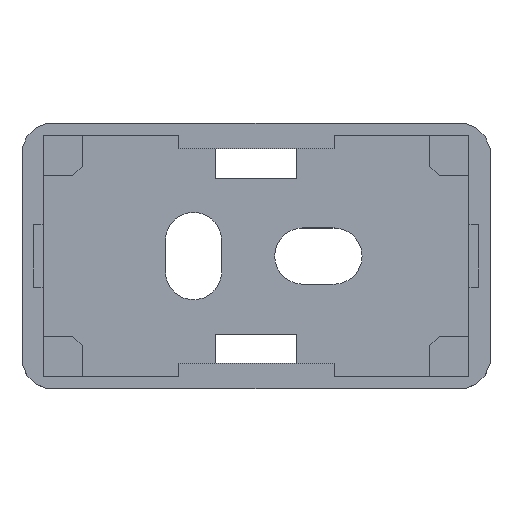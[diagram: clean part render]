
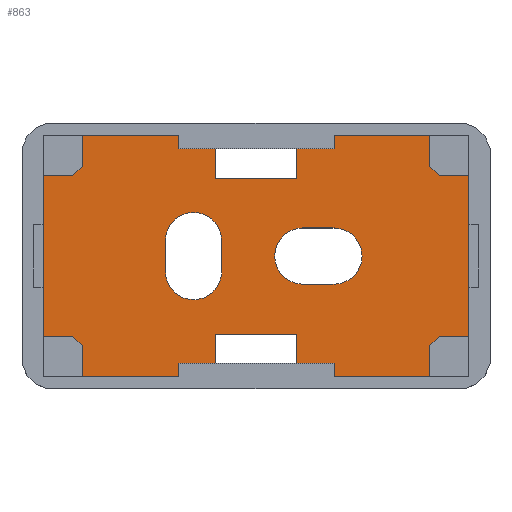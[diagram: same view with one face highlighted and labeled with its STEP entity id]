
A CAD part, top view. The second image highlights one B-rep face of the part: STEP entity #863.
In plain terms, the highlighted planar face has unit normal (0, 0, 1).
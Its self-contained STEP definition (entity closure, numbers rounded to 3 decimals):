
#620=AXIS2_PLACEMENT_3D('Plane Axis2P3D',#617,#618,#619) ;
#729=AXIS2_PLACEMENT_3D('Circle Axis2P3D',#727,#728,$) ;
#745=AXIS2_PLACEMENT_3D('Circle Axis2P3D',#743,#744,$) ;
#763=AXIS2_PLACEMENT_3D('Circle Axis2P3D',#761,#762,$) ;
#779=AXIS2_PLACEMENT_3D('Circle Axis2P3D',#777,#778,$) ;
#117=CARTESIAN_POINT('Vertex',(26.15,0.759,1.)) ;
#120=CARTESIAN_POINT('Line Origine',(15.,0.759,1.)) ;
#124=CARTESIAN_POINT('Vertex',(3.85,0.759,1.)) ;
#498=CARTESIAN_POINT('Vertex',(1.35,3.35,1.)) ;
#501=CARTESIAN_POINT('Line Origine',(1.35,8.5,1.)) ;
#505=CARTESIAN_POINT('Vertex',(1.35,13.65,1.)) ;
#598=CARTESIAN_POINT('Line Origine',(3.85,1.762,1.)) ;
#602=CARTESIAN_POINT('Vertex',(3.85,2.764,1.)) ;
#617=CARTESIAN_POINT('Axis2P3D Location',(15.,8.5,1.)) ;
#622=CARTESIAN_POINT('Line Origine',(27.693,13.65,1.)) ;
#626=CARTESIAN_POINT('Vertex',(26.736,13.65,1.)) ;
#628=CARTESIAN_POINT('Vertex',(28.65,13.65,1.)) ;
#631=CARTESIAN_POINT('Line Origine',(26.443,13.943,1.)) ;
#635=CARTESIAN_POINT('Vertex',(26.15,14.236,1.)) ;
#638=CARTESIAN_POINT('Line Origine',(26.15,15.238,1.)) ;
#642=CARTESIAN_POINT('Vertex',(26.15,16.241,1.)) ;
#645=CARTESIAN_POINT('Line Origine',(15.,16.241,1.)) ;
#649=CARTESIAN_POINT('Vertex',(3.85,16.241,1.)) ;
#652=CARTESIAN_POINT('Line Origine',(3.85,15.238,1.)) ;
#656=CARTESIAN_POINT('Vertex',(3.85,14.236,1.)) ;
#659=CARTESIAN_POINT('Line Origine',(3.557,13.943,1.)) ;
#663=CARTESIAN_POINT('Vertex',(3.264,13.65,1.)) ;
#666=CARTESIAN_POINT('Line Origine',(2.307,13.65,1.)) ;
#671=CARTESIAN_POINT('Line Origine',(2.307,3.35,1.)) ;
#675=CARTESIAN_POINT('Vertex',(3.264,3.35,1.)) ;
#678=CARTESIAN_POINT('Line Origine',(3.557,3.057,1.)) ;
#683=CARTESIAN_POINT('Line Origine',(26.15,1.762,1.)) ;
#687=CARTESIAN_POINT('Vertex',(26.15,2.764,1.)) ;
#690=CARTESIAN_POINT('Line Origine',(26.443,3.057,1.)) ;
#694=CARTESIAN_POINT('Vertex',(26.736,3.35,1.)) ;
#697=CARTESIAN_POINT('Line Origine',(27.693,3.35,1.)) ;
#701=CARTESIAN_POINT('Vertex',(28.65,3.35,1.)) ;
#704=CARTESIAN_POINT('Line Origine',(28.65,8.5,1.)) ;
#727=CARTESIAN_POINT('Axis2P3D Location',(18.,8.5,1.)) ;
#731=CARTESIAN_POINT('Vertex',(18.,10.3,1.)) ;
#733=CARTESIAN_POINT('Vertex',(18.,6.7,1.)) ;
#736=CARTESIAN_POINT('Line Origine',(19.,10.3,1.)) ;
#740=CARTESIAN_POINT('Vertex',(20.,10.3,1.)) ;
#743=CARTESIAN_POINT('Axis2P3D Location',(20.,8.5,1.)) ;
#747=CARTESIAN_POINT('Vertex',(20.,6.7,1.)) ;
#750=CARTESIAN_POINT('Line Origine',(19.,6.7,1.)) ;
#761=CARTESIAN_POINT('Axis2P3D Location',(11.,9.5,1.)) ;
#765=CARTESIAN_POINT('Vertex',(12.8,9.5,1.)) ;
#767=CARTESIAN_POINT('Vertex',(9.2,9.5,1.)) ;
#770=CARTESIAN_POINT('Line Origine',(12.8,8.5,1.)) ;
#774=CARTESIAN_POINT('Vertex',(12.8,7.5,1.)) ;
#777=CARTESIAN_POINT('Axis2P3D Location',(11.,7.5,1.)) ;
#781=CARTESIAN_POINT('Vertex',(9.2,7.5,1.)) ;
#784=CARTESIAN_POINT('Line Origine',(9.2,8.5,1.)) ;
#795=CARTESIAN_POINT('Line Origine',(15.,1.5,1.)) ;
#799=CARTESIAN_POINT('Vertex',(12.4,1.5,1.)) ;
#801=CARTESIAN_POINT('Vertex',(17.6,1.5,1.)) ;
#804=CARTESIAN_POINT('Line Origine',(12.4,2.5,1.)) ;
#808=CARTESIAN_POINT('Vertex',(12.4,3.5,1.)) ;
#811=CARTESIAN_POINT('Line Origine',(15.,3.5,1.)) ;
#815=CARTESIAN_POINT('Vertex',(17.6,3.5,1.)) ;
#818=CARTESIAN_POINT('Line Origine',(17.6,2.5,1.)) ;
#829=CARTESIAN_POINT('Line Origine',(15.,13.5,1.)) ;
#833=CARTESIAN_POINT('Vertex',(17.6,13.5,1.)) ;
#835=CARTESIAN_POINT('Vertex',(12.4,13.5,1.)) ;
#838=CARTESIAN_POINT('Line Origine',(12.4,14.5,1.)) ;
#842=CARTESIAN_POINT('Vertex',(12.4,15.5,1.)) ;
#845=CARTESIAN_POINT('Line Origine',(15.,15.5,1.)) ;
#849=CARTESIAN_POINT('Vertex',(17.6,15.5,1.)) ;
#852=CARTESIAN_POINT('Line Origine',(17.6,14.5,1.)) ;
#121=DIRECTION('Vector Direction',(-1.,0.,0.)) ;
#502=DIRECTION('Vector Direction',(0.,-1.,0.)) ;
#599=DIRECTION('Vector Direction',(0.,-1.,0.)) ;
#618=DIRECTION('Axis2P3D Direction',(0.,0.,1.)) ;
#619=DIRECTION('Axis2P3D XDirection',(-1.,0.,0.)) ;
#623=DIRECTION('Vector Direction',(1.,0.,0.)) ;
#632=DIRECTION('Vector Direction',(-0.707,0.707,0.)) ;
#639=DIRECTION('Vector Direction',(0.,1.,0.)) ;
#646=DIRECTION('Vector Direction',(1.,0.,0.)) ;
#653=DIRECTION('Vector Direction',(0.,1.,0.)) ;
#660=DIRECTION('Vector Direction',(0.707,0.707,0.)) ;
#667=DIRECTION('Vector Direction',(-1.,0.,0.)) ;
#672=DIRECTION('Vector Direction',(-1.,0.,0.)) ;
#679=DIRECTION('Vector Direction',(0.707,-0.707,0.)) ;
#684=DIRECTION('Vector Direction',(0.,-1.,0.)) ;
#691=DIRECTION('Vector Direction',(-0.707,-0.707,0.)) ;
#698=DIRECTION('Vector Direction',(1.,0.,0.)) ;
#705=DIRECTION('Vector Direction',(0.,1.,0.)) ;
#728=DIRECTION('Axis2P3D Direction',(0.,0.,1.)) ;
#737=DIRECTION('Vector Direction',(1.,0.,0.)) ;
#744=DIRECTION('Axis2P3D Direction',(0.,0.,1.)) ;
#751=DIRECTION('Vector Direction',(-1.,0.,0.)) ;
#762=DIRECTION('Axis2P3D Direction',(0.,0.,1.)) ;
#771=DIRECTION('Vector Direction',(0.,-1.,0.)) ;
#778=DIRECTION('Axis2P3D Direction',(0.,0.,1.)) ;
#785=DIRECTION('Vector Direction',(0.,1.,0.)) ;
#796=DIRECTION('Vector Direction',(1.,0.,0.)) ;
#805=DIRECTION('Vector Direction',(0.,1.,0.)) ;
#812=DIRECTION('Vector Direction',(-1.,0.,0.)) ;
#819=DIRECTION('Vector Direction',(0.,-1.,0.)) ;
#830=DIRECTION('Vector Direction',(-1.,0.,0.)) ;
#839=DIRECTION('Vector Direction',(0.,1.,0.)) ;
#846=DIRECTION('Vector Direction',(-1.,0.,0.)) ;
#853=DIRECTION('Vector Direction',(0.,-1.,0.)) ;
#122=VECTOR('Line Direction',#121,1.) ;
#503=VECTOR('Line Direction',#502,1.) ;
#600=VECTOR('Line Direction',#599,1.) ;
#624=VECTOR('Line Direction',#623,1.) ;
#633=VECTOR('Line Direction',#632,1.) ;
#640=VECTOR('Line Direction',#639,1.) ;
#647=VECTOR('Line Direction',#646,1.) ;
#654=VECTOR('Line Direction',#653,1.) ;
#661=VECTOR('Line Direction',#660,1.) ;
#668=VECTOR('Line Direction',#667,1.) ;
#673=VECTOR('Line Direction',#672,1.) ;
#680=VECTOR('Line Direction',#679,1.) ;
#685=VECTOR('Line Direction',#684,1.) ;
#692=VECTOR('Line Direction',#691,1.) ;
#699=VECTOR('Line Direction',#698,1.) ;
#706=VECTOR('Line Direction',#705,1.) ;
#738=VECTOR('Line Direction',#737,1.) ;
#752=VECTOR('Line Direction',#751,1.) ;
#772=VECTOR('Line Direction',#771,1.) ;
#786=VECTOR('Line Direction',#785,1.) ;
#797=VECTOR('Line Direction',#796,1.) ;
#806=VECTOR('Line Direction',#805,1.) ;
#813=VECTOR('Line Direction',#812,1.) ;
#820=VECTOR('Line Direction',#819,1.) ;
#831=VECTOR('Line Direction',#830,1.) ;
#840=VECTOR('Line Direction',#839,1.) ;
#847=VECTOR('Line Direction',#846,1.) ;
#854=VECTOR('Line Direction',#853,1.) ;
#710=ORIENTED_EDGE('',*,*,#630,.F.) ;
#711=ORIENTED_EDGE('',*,*,#637,.F.) ;
#712=ORIENTED_EDGE('',*,*,#644,.F.) ;
#713=ORIENTED_EDGE('',*,*,#651,.T.) ;
#714=ORIENTED_EDGE('',*,*,#658,.F.) ;
#715=ORIENTED_EDGE('',*,*,#665,.F.) ;
#716=ORIENTED_EDGE('',*,*,#670,.F.) ;
#717=ORIENTED_EDGE('',*,*,#507,.T.) ;
#718=ORIENTED_EDGE('',*,*,#677,.F.) ;
#719=ORIENTED_EDGE('',*,*,#682,.F.) ;
#720=ORIENTED_EDGE('',*,*,#604,.F.) ;
#721=ORIENTED_EDGE('',*,*,#126,.T.) ;
#722=ORIENTED_EDGE('',*,*,#689,.F.) ;
#723=ORIENTED_EDGE('',*,*,#696,.F.) ;
#724=ORIENTED_EDGE('',*,*,#703,.F.) ;
#725=ORIENTED_EDGE('',*,*,#708,.T.) ;
#756=ORIENTED_EDGE('',*,*,#735,.F.) ;
#757=ORIENTED_EDGE('',*,*,#742,.F.) ;
#758=ORIENTED_EDGE('',*,*,#749,.F.) ;
#759=ORIENTED_EDGE('',*,*,#754,.F.) ;
#790=ORIENTED_EDGE('',*,*,#769,.F.) ;
#791=ORIENTED_EDGE('',*,*,#776,.F.) ;
#792=ORIENTED_EDGE('',*,*,#783,.F.) ;
#793=ORIENTED_EDGE('',*,*,#788,.F.) ;
#824=ORIENTED_EDGE('',*,*,#803,.F.) ;
#825=ORIENTED_EDGE('',*,*,#810,.T.) ;
#826=ORIENTED_EDGE('',*,*,#817,.F.) ;
#827=ORIENTED_EDGE('',*,*,#822,.T.) ;
#858=ORIENTED_EDGE('',*,*,#837,.T.) ;
#859=ORIENTED_EDGE('',*,*,#844,.T.) ;
#860=ORIENTED_EDGE('',*,*,#851,.F.) ;
#861=ORIENTED_EDGE('',*,*,#856,.T.) ;
#760=FACE_BOUND('',#755,.T.) ;
#794=FACE_BOUND('',#789,.T.) ;
#828=FACE_BOUND('',#823,.T.) ;
#862=FACE_BOUND('',#857,.T.) ;
#863=ADVANCED_FACE('S3D - gedreht',(#726,#760,#794,#828,#862),#621,.T.) ;
#730=CIRCLE('generated circle',#729,1.8) ;
#746=CIRCLE('generated circle',#745,1.8) ;
#764=CIRCLE('generated circle',#763,1.8) ;
#780=CIRCLE('generated circle',#779,1.8) ;
#126=EDGE_CURVE('',#125,#118,#123,.F.) ;
#507=EDGE_CURVE('',#506,#499,#504,.T.) ;
#604=EDGE_CURVE('',#125,#603,#601,.F.) ;
#630=EDGE_CURVE('',#627,#629,#625,.T.) ;
#637=EDGE_CURVE('',#636,#627,#634,.F.) ;
#644=EDGE_CURVE('',#643,#636,#641,.F.) ;
#651=EDGE_CURVE('',#643,#650,#648,.F.) ;
#658=EDGE_CURVE('',#657,#650,#655,.T.) ;
#665=EDGE_CURVE('',#664,#657,#662,.T.) ;
#670=EDGE_CURVE('',#506,#664,#669,.F.) ;
#677=EDGE_CURVE('',#676,#499,#674,.T.) ;
#682=EDGE_CURVE('',#603,#676,#681,.F.) ;
#689=EDGE_CURVE('',#688,#118,#686,.T.) ;
#696=EDGE_CURVE('',#695,#688,#693,.T.) ;
#703=EDGE_CURVE('',#702,#695,#700,.F.) ;
#708=EDGE_CURVE('',#702,#629,#707,.T.) ;
#735=EDGE_CURVE('',#732,#734,#730,.T.) ;
#742=EDGE_CURVE('',#741,#732,#739,.F.) ;
#749=EDGE_CURVE('',#748,#741,#746,.T.) ;
#754=EDGE_CURVE('',#734,#748,#753,.F.) ;
#769=EDGE_CURVE('',#766,#768,#764,.T.) ;
#776=EDGE_CURVE('',#775,#766,#773,.F.) ;
#783=EDGE_CURVE('',#782,#775,#780,.T.) ;
#788=EDGE_CURVE('',#768,#782,#787,.F.) ;
#803=EDGE_CURVE('',#800,#802,#798,.T.) ;
#810=EDGE_CURVE('',#800,#809,#807,.T.) ;
#817=EDGE_CURVE('',#816,#809,#814,.T.) ;
#822=EDGE_CURVE('',#816,#802,#821,.T.) ;
#837=EDGE_CURVE('',#834,#836,#832,.T.) ;
#844=EDGE_CURVE('',#836,#843,#841,.T.) ;
#851=EDGE_CURVE('',#850,#843,#848,.T.) ;
#856=EDGE_CURVE('',#850,#834,#855,.T.) ;
#709=EDGE_LOOP('',(#710,#711,#712,#713,#714,#715,#716,#717,#718,#719,#720,#721,#722,#723,#724,#725)) ;
#755=EDGE_LOOP('',(#756,#757,#758,#759)) ;
#789=EDGE_LOOP('',(#790,#791,#792,#793)) ;
#823=EDGE_LOOP('',(#824,#825,#826,#827)) ;
#857=EDGE_LOOP('',(#858,#859,#860,#861)) ;
#726=FACE_OUTER_BOUND('',#709,.T.) ;
#123=LINE('Line',#120,#122) ;
#504=LINE('Line',#501,#503) ;
#601=LINE('Line',#598,#600) ;
#625=LINE('Line',#622,#624) ;
#634=LINE('Line',#631,#633) ;
#641=LINE('Line',#638,#640) ;
#648=LINE('Line',#645,#647) ;
#655=LINE('Line',#652,#654) ;
#662=LINE('Line',#659,#661) ;
#669=LINE('Line',#666,#668) ;
#674=LINE('Line',#671,#673) ;
#681=LINE('Line',#678,#680) ;
#686=LINE('Line',#683,#685) ;
#693=LINE('Line',#690,#692) ;
#700=LINE('Line',#697,#699) ;
#707=LINE('Line',#704,#706) ;
#739=LINE('Line',#736,#738) ;
#753=LINE('Line',#750,#752) ;
#773=LINE('Line',#770,#772) ;
#787=LINE('Line',#784,#786) ;
#798=LINE('Line',#795,#797) ;
#807=LINE('Line',#804,#806) ;
#814=LINE('Line',#811,#813) ;
#821=LINE('Line',#818,#820) ;
#832=LINE('Line',#829,#831) ;
#841=LINE('Line',#838,#840) ;
#848=LINE('Line',#845,#847) ;
#855=LINE('Line',#852,#854) ;
#621=PLANE('',#620) ;
#118=VERTEX_POINT('',#117) ;
#125=VERTEX_POINT('',#124) ;
#499=VERTEX_POINT('',#498) ;
#506=VERTEX_POINT('',#505) ;
#603=VERTEX_POINT('',#602) ;
#627=VERTEX_POINT('',#626) ;
#629=VERTEX_POINT('',#628) ;
#636=VERTEX_POINT('',#635) ;
#643=VERTEX_POINT('',#642) ;
#650=VERTEX_POINT('',#649) ;
#657=VERTEX_POINT('',#656) ;
#664=VERTEX_POINT('',#663) ;
#676=VERTEX_POINT('',#675) ;
#688=VERTEX_POINT('',#687) ;
#695=VERTEX_POINT('',#694) ;
#702=VERTEX_POINT('',#701) ;
#732=VERTEX_POINT('',#731) ;
#734=VERTEX_POINT('',#733) ;
#741=VERTEX_POINT('',#740) ;
#748=VERTEX_POINT('',#747) ;
#766=VERTEX_POINT('',#765) ;
#768=VERTEX_POINT('',#767) ;
#775=VERTEX_POINT('',#774) ;
#782=VERTEX_POINT('',#781) ;
#800=VERTEX_POINT('',#799) ;
#802=VERTEX_POINT('',#801) ;
#809=VERTEX_POINT('',#808) ;
#816=VERTEX_POINT('',#815) ;
#834=VERTEX_POINT('',#833) ;
#836=VERTEX_POINT('',#835) ;
#843=VERTEX_POINT('',#842) ;
#850=VERTEX_POINT('',#849) ;
